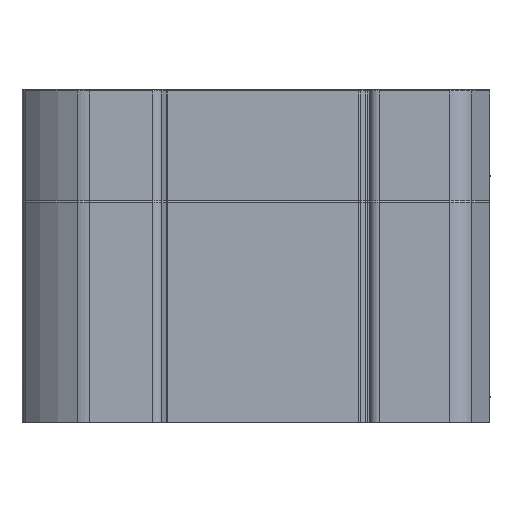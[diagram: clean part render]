
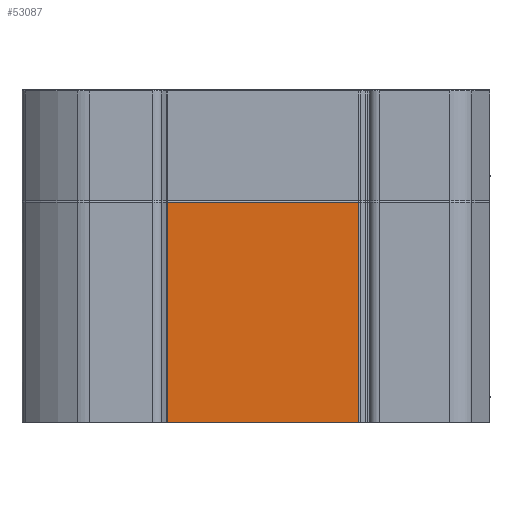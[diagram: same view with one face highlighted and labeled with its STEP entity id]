
A CAD part, front view. The second image highlights one B-rep face of the part: STEP entity #53087.
In plain terms, the highlighted planar face has unit normal (0, -1, 0).
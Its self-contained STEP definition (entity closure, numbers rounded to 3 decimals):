
#4159 = FACE_OUTER_BOUND ( 'NONE', #37055, .T. ) ;
#11633 = EDGE_CURVE ( 'NONE', #36865, #13246, #48609, .T. ) ;
#11634 = EDGE_CURVE ( 'NONE', #36864, #36865, #48610, .T. ) ;
#11635 = EDGE_CURVE ( 'NONE', #36864, #13247, #48611, .T. ) ;
#13246 = VERTEX_POINT ( 'NONE', #23810 ) ;
#13247 = VERTEX_POINT ( 'NONE', #23811 ) ;
#21781 = CARTESIAN_POINT ( 'NONE',  ( 13.9, -47.654, -26.25 ) ) ;
#21782 = DIRECTION ( 'NONE',  ( 1., 0., 0. ) ) ;
#23810 = CARTESIAN_POINT ( 'NONE',  ( -17.526, -47.654, -26.25 ) ) ;
#23811 = CARTESIAN_POINT ( 'NONE',  ( 13.9, -47.654, -26.25 ) ) ;
#27968 = ORIENTED_EDGE ( 'NONE', *, *, #11635, .F. ) ;
#27969 = ORIENTED_EDGE ( 'NONE', *, *, #11633, .T. ) ;
#27970 = ORIENTED_EDGE ( 'NONE', *, *, #11634, .T. ) ;
#27971 = ORIENTED_EDGE ( 'NONE', *, *, #55091, .T. ) ;
#28447 = LINE ( 'NONE', #21781, #31863 ) ;
#31863 = VECTOR ( 'NONE', #21782, 1000. ) ;
#36864 = VERTEX_POINT ( 'NONE', #39834 ) ;
#36865 = VERTEX_POINT ( 'NONE', #39836 ) ;
#37055 = EDGE_LOOP ( 'NONE', ( #27968, #27970, #27969, #27971 ) ) ;
#39834 = CARTESIAN_POINT ( 'NONE',  ( 13.9, -47.654, 8.5 ) ) ;
#39836 = CARTESIAN_POINT ( 'NONE',  ( -17.526, -47.654, 8.5 ) ) ;
#40035 = AXIS2_PLACEMENT_3D ( 'NONE', #48199, #48200, #48201 ) ;
#45110 = CARTESIAN_POINT ( 'NONE',  ( -17.526, -47.654, 8.75 ) ) ;
#45111 = DIRECTION ( 'NONE',  ( 0., 0., -1. ) ) ;
#45112 = CARTESIAN_POINT ( 'NONE',  ( 13.9, -47.654, 8.5 ) ) ;
#45113 = DIRECTION ( 'NONE',  ( -1., 0., 0. ) ) ;
#45114 = CARTESIAN_POINT ( 'NONE',  ( 13.9, -47.654, 8.75 ) ) ;
#45115 = DIRECTION ( 'NONE',  ( 0., 0., -1. ) ) ;
#48198 = PLANE ( 'NONE',  #40035 ) ;
#48199 = CARTESIAN_POINT ( 'NONE',  ( 13.9, -47.654, 8.75 ) ) ;
#48200 = DIRECTION ( 'NONE',  ( 0., 1., 0. ) ) ;
#48201 = DIRECTION ( 'NONE',  ( -1., 0., 0. ) ) ;
#48609 = LINE ( 'NONE', #45110, #52346 ) ;
#48610 = LINE ( 'NONE', #45112, #52347 ) ;
#48611 = LINE ( 'NONE', #45114, #52349 ) ;
#52346 = VECTOR ( 'NONE', #45111, 1000. ) ;
#52347 = VECTOR ( 'NONE', #45113, 1000. ) ;
#52349 = VECTOR ( 'NONE', #45115, 1000. ) ;
#53087 = ADVANCED_FACE ( 'NONE', ( #4159 ), #48198, .F. ) ;
#55091 = EDGE_CURVE ( 'NONE', #13246, #13247, #28447, .T. ) ;
